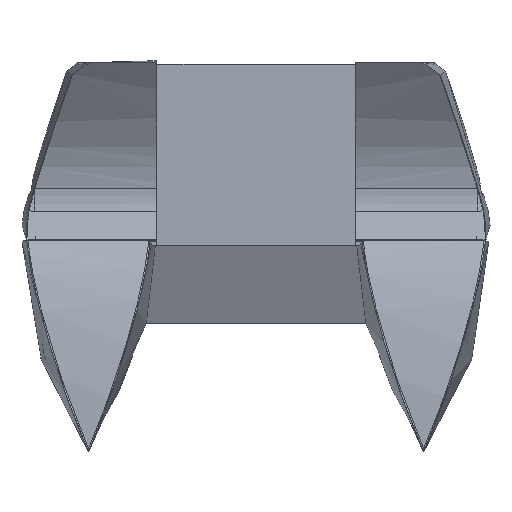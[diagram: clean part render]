
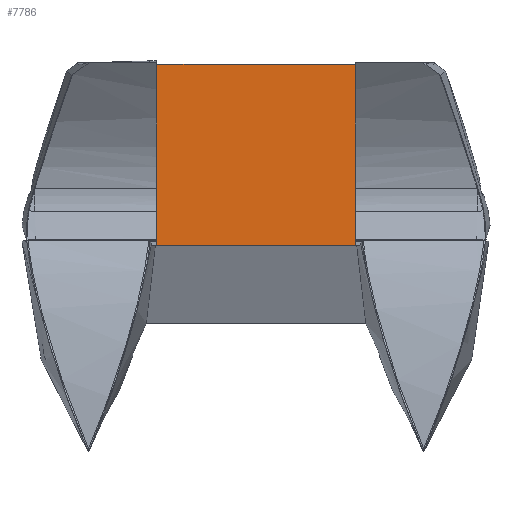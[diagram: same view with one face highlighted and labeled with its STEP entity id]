
A CAD part, left-side view. The second image highlights one B-rep face of the part: STEP entity #7786.
In plain terms, the highlighted planar face has unit normal (-1, 0, 0).
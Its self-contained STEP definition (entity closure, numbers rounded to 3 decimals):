
#284=PLANE('',#8250);
#1122=FACE_OUTER_BOUND('',#1556,.T.);
#1556=EDGE_LOOP('',(#6389,#6390,#6391,#6392,#6393,#6394,#6395,#6396,#6397,
#6398));
#2039=LINE('',#12901,#2562);
#2180=LINE('',#20026,#2703);
#2188=LINE('',#20038,#2711);
#2224=LINE('',#21466,#2747);
#2229=LINE('',#21482,#2752);
#2316=LINE('',#21721,#2839);
#2317=LINE('',#21722,#2840);
#2318=LINE('',#21723,#2841);
#2319=LINE('',#21724,#2842);
#2320=LINE('',#21725,#2843);
#2562=VECTOR('',#8643,10.);
#2703=VECTOR('',#9048,10.);
#2711=VECTOR('',#9060,10.);
#2747=VECTOR('',#9136,10.);
#2752=VECTOR('',#9143,10.);
#2839=VECTOR('',#9296,10.);
#2840=VECTOR('',#9297,10.);
#2841=VECTOR('',#9298,10.);
#2842=VECTOR('',#9299,10.);
#2843=VECTOR('',#9300,10.);
#3179=VERTEX_POINT('',#12822);
#3181=VERTEX_POINT('',#12900);
#3383=VERTEX_POINT('',#19446);
#3393=VERTEX_POINT('',#19721);
#3398=VERTEX_POINT('',#20005);
#3403=VERTEX_POINT('',#20024);
#3419=VERTEX_POINT('',#20190);
#3461=VERTEX_POINT('',#21173);
#3470=VERTEX_POINT('',#21479);
#3471=VERTEX_POINT('',#21481);
#4021=EDGE_CURVE('',#3179,#3181,#2039,.T.);
#4362=EDGE_CURVE('',#3403,#3383,#2180,.T.);
#4370=EDGE_CURVE('',#3393,#3398,#2188,.T.);
#4467=EDGE_CURVE('',#3419,#3461,#2224,.T.);
#4473=EDGE_CURVE('',#3470,#3471,#2229,.T.);
#4575=EDGE_CURVE('',#3179,#3461,#2316,.T.);
#4576=EDGE_CURVE('',#3419,#3471,#2317,.T.);
#4577=EDGE_CURVE('',#3470,#3398,#2318,.T.);
#4578=EDGE_CURVE('',#3393,#3383,#2319,.T.);
#4579=EDGE_CURVE('',#3181,#3403,#2320,.T.);
#6389=ORIENTED_EDGE('',*,*,#4021,.F.);
#6390=ORIENTED_EDGE('',*,*,#4575,.T.);
#6391=ORIENTED_EDGE('',*,*,#4467,.F.);
#6392=ORIENTED_EDGE('',*,*,#4576,.T.);
#6393=ORIENTED_EDGE('',*,*,#4473,.F.);
#6394=ORIENTED_EDGE('',*,*,#4577,.T.);
#6395=ORIENTED_EDGE('',*,*,#4370,.F.);
#6396=ORIENTED_EDGE('',*,*,#4578,.T.);
#6397=ORIENTED_EDGE('',*,*,#4362,.F.);
#6398=ORIENTED_EDGE('',*,*,#4579,.F.);
#7786=ADVANCED_FACE('',(#1122),#284,.T.);
#8250=AXIS2_PLACEMENT_3D('',#21720,#9294,#9295);
#8643=DIRECTION('',(0.,0.,1.));
#9048=DIRECTION('',(0.,0.,-1.));
#9060=DIRECTION('',(0.,0.,-1.));
#9136=DIRECTION('',(0.,0.,1.));
#9143=DIRECTION('',(0.,1.,0.));
#9294=DIRECTION('center_axis',(-1.,0.,0.));
#9295=DIRECTION('ref_axis',(0.,0.,1.));
#9296=DIRECTION('',(0.,0.,-1.));
#9297=DIRECTION('',(0.,0.,-1.));
#9298=DIRECTION('',(0.,0.,1.));
#9299=DIRECTION('',(0.,0.,1.));
#9300=DIRECTION('',(0.,-1.,0.));
#12822=CARTESIAN_POINT('',(69.135,162.552,498.873));
#12900=CARTESIAN_POINT('',(69.135,162.552,635.029));
#12901=CARTESIAN_POINT('',(69.135,162.552,479.999));
#19446=CARTESIAN_POINT('',(69.135,-162.552,498.873));
#19721=CARTESIAN_POINT('',(69.135,-162.552,352.51));
#20005=CARTESIAN_POINT('',(69.135,-162.552,346.736));
#20024=CARTESIAN_POINT('',(69.135,-162.552,635.029));
#20026=CARTESIAN_POINT('',(69.135,-162.552,479.999));
#20038=CARTESIAN_POINT('',(69.135,-162.552,479.999));
#20190=CARTESIAN_POINT('',(69.135,162.552,346.736));
#21173=CARTESIAN_POINT('',(69.135,162.552,352.51));
#21466=CARTESIAN_POINT('',(69.135,162.552,479.999));
#21479=CARTESIAN_POINT('',(69.135,-162.552,338.627));
#21481=CARTESIAN_POINT('',(69.135,162.552,338.627));
#21482=CARTESIAN_POINT('',(69.135,0.,338.627));
#21720=CARTESIAN_POINT('Origin',(69.135,0.,338.627));
#21721=CARTESIAN_POINT('',(69.135,162.552,498.531));
#21722=CARTESIAN_POINT('',(69.135,162.552,498.531));
#21723=CARTESIAN_POINT('',(69.135,-162.552,319.229));
#21724=CARTESIAN_POINT('',(69.135,-162.552,319.229));
#21725=CARTESIAN_POINT('',(69.135,-172.776,635.029));
